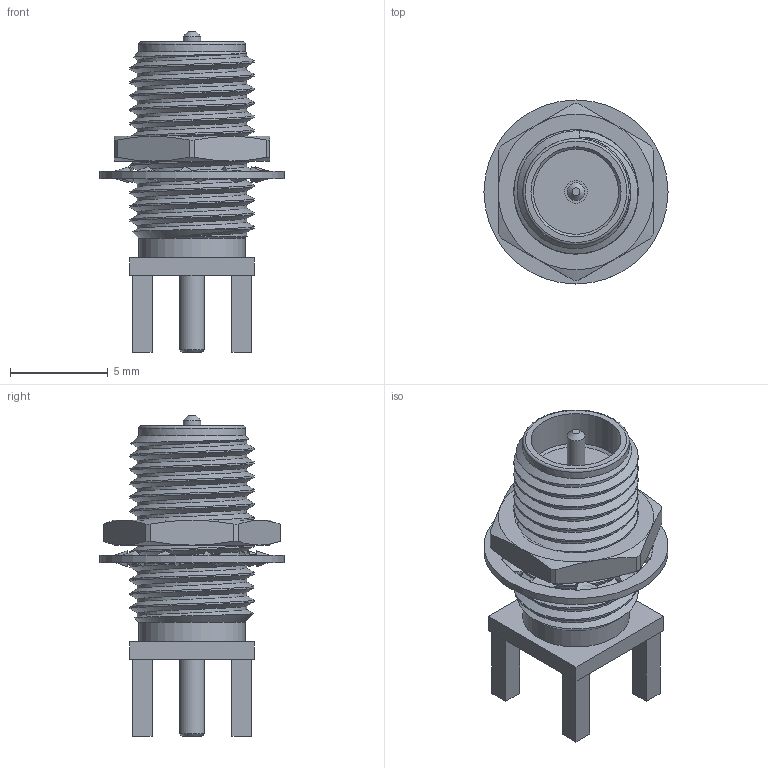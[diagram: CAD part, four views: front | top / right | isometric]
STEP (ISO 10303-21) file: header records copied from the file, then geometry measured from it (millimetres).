
FILE_DESCRIPTION (( 'STEP AP203' ), '1' );
FILE_NAME ('PE4872_3D.step', '2021-06-09T21:44:45', ( '' ), ( '' ), 'SwSTEP 2.0', 'SolidWorks 2020', '' );
FILE_SCHEMA (( 'CONFIG_CONTROL_DESIGN' ));
Length unit declared in the file: inch
Products named in the file (1): PE4872_3D
Bounding box: 9.4 x 9.4 x 16.38 mm (x, y, z)
Volume: 380.9 mm3; surface area: 743.1 mm2
Topology: 3 solids, 3 shells, 147 faces, 417 edges, 286 vertices
Faces by surface type: plane 54, bspline 46, cylinder 26, cone 20, torus 1
Full cylindrical faces by diameter (mm): 0.914 x1, 1.168 x1, 1.27 x1, 4.572 x1, 4.597 x1, 5.436 x2, 9.398 x1
Entity records: 7879 total; most frequent: CARTESIAN_POINT 4395, ORIENTED_EDGE 792, DIRECTION 550, EDGE_CURVE 396, VERTEX_POINT 280, AXIS2_PLACEMENT_3D 193, EDGE_LOOP 174, VECTOR 164
